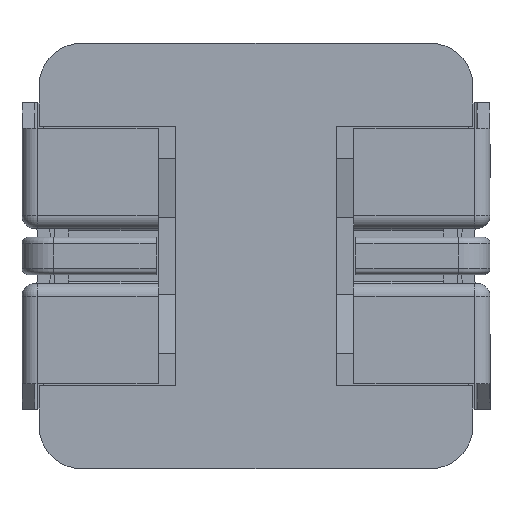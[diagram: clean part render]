
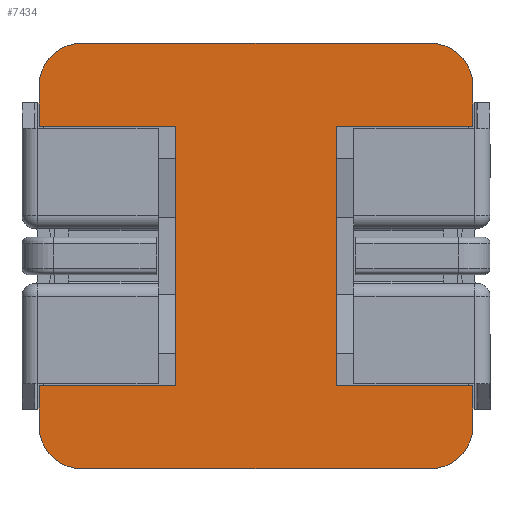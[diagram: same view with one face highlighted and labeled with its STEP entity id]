
A CAD part, front view. The second image highlights one B-rep face of the part: STEP entity #7434.
In plain terms, the highlighted planar face has unit normal (0, -1, 0).
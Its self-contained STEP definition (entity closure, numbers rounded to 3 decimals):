
#74 = LINE ( 'NONE', #6753, #3987 ) ;
#94 = VECTOR ( 'NONE', #8150, 1000. ) ;
#163 = DIRECTION ( 'NONE',  ( 0., -1., 0. ) ) ;
#252 = CARTESIAN_POINT ( 'NONE',  ( -2.55, -1.94, -1.525 ) ) ;
#253 = ORIENTED_EDGE ( 'NONE', *, *, #926, .T. ) ;
#300 = VECTOR ( 'NONE', #6810, 1000. ) ;
#308 = CARTESIAN_POINT ( 'NONE',  ( 2.55, -1.94, 1.525 ) ) ;
#310 = VECTOR ( 'NONE', #3999, 1000. ) ;
#335 = CARTESIAN_POINT ( 'NONE',  ( -2.05, -1.94, 2.5 ) ) ;
#345 = LINE ( 'NONE', #7254, #7824 ) ;
#384 = EDGE_CURVE ( 'NONE', #8438, #9075, #741, .T. ) ;
#504 = CARTESIAN_POINT ( 'NONE',  ( -2.05, -1.94, 2. ) ) ;
#506 = EDGE_CURVE ( 'NONE', #4183, #8599, #2245, .T. ) ;
#520 = EDGE_CURVE ( 'NONE', #2456, #4171, #9072, .T. ) ;
#566 = LINE ( 'NONE', #7541, #2282 ) ;
#584 = EDGE_CURVE ( 'NONE', #7798, #8490, #3604, .T. ) ;
#599 = AXIS2_PLACEMENT_3D ( 'NONE', #3271, #7469, #1702 ) ;
#715 = VERTEX_POINT ( 'NONE', #308 ) ;
#718 = CARTESIAN_POINT ( 'NONE',  ( 2.05, -1.94, -2.5 ) ) ;
#736 = VERTEX_POINT ( 'NONE', #6079 ) ;
#741 = CIRCLE ( 'NONE', #599, 0.5 ) ;
#902 = CARTESIAN_POINT ( 'NONE',  ( -2.55, -1.94, 2.5 ) ) ;
#903 = CARTESIAN_POINT ( 'NONE',  ( 2.55, -1.94, -1.525 ) ) ;
#926 = EDGE_CURVE ( 'NONE', #4757, #8599, #5253, .T. ) ;
#990 = CARTESIAN_POINT ( 'NONE',  ( 2.55, -1.94, 2. ) ) ;
#1001 = CARTESIAN_POINT ( 'NONE',  ( 2.55, -1.94, 2.5 ) ) ;
#1125 = EDGE_CURVE ( 'NONE', #7599, #8257, #9336, .T. ) ;
#1200 = VECTOR ( 'NONE', #1787, 1000. ) ;
#1236 = EDGE_CURVE ( 'NONE', #8231, #1462, #5454, .T. ) ;
#1250 = ORIENTED_EDGE ( 'NONE', *, *, #1236, .F. ) ;
#1256 = DIRECTION ( 'NONE',  ( 0., 0., -1. ) ) ;
#1297 = LINE ( 'NONE', #1691, #8773 ) ;
#1338 = DIRECTION ( 'NONE',  ( 0., 0., -1. ) ) ;
#1393 = VECTOR ( 'NONE', #7379, 1000. ) ;
#1462 = VERTEX_POINT ( 'NONE', #903 ) ;
#1514 = CARTESIAN_POINT ( 'NONE',  ( -0.95, -1.94, -1.525 ) ) ;
#1570 = EDGE_CURVE ( 'NONE', #8438, #715, #8011, .T. ) ;
#1622 = CARTESIAN_POINT ( 'NONE',  ( 2.05, -1.94, 2.5 ) ) ;
#1681 = ORIENTED_EDGE ( 'NONE', *, *, #8288, .T. ) ;
#1691 = CARTESIAN_POINT ( 'NONE',  ( -2.55, -1.94, -2.5 ) ) ;
#1702 = DIRECTION ( 'NONE',  ( 0., 0., -1. ) ) ;
#1787 = DIRECTION ( 'NONE',  ( 0., 0., -1. ) ) ;
#1854 = VECTOR ( 'NONE', #3165, 1000. ) ;
#1889 = EDGE_LOOP ( 'NONE', ( #7440, #253, #6297, #2112, #3314, #1681, #4079, #5320, #6542, #7057, #8360, #1250, #2832, #4090, #4163, #9198 ) ) ;
#1946 = CARTESIAN_POINT ( 'NONE',  ( 2.5, -1.94, -1.525 ) ) ;
#2112 = ORIENTED_EDGE ( 'NONE', *, *, #3694, .T. ) ;
#2245 = LINE ( 'NONE', #902, #300 ) ;
#2282 = VECTOR ( 'NONE', #4631, 1000. ) ;
#2456 = VERTEX_POINT ( 'NONE', #718 ) ;
#2578 = CARTESIAN_POINT ( 'NONE',  ( 2.55, -1.94, -2. ) ) ;
#2594 = CARTESIAN_POINT ( 'NONE',  ( -0.95, -1.94, 1.525 ) ) ;
#2671 = EDGE_CURVE ( 'NONE', #4757, #9075, #566, .T. ) ;
#2832 = ORIENTED_EDGE ( 'NONE', *, *, #3971, .T. ) ;
#2970 = FACE_OUTER_BOUND ( 'NONE', #1889, .T. ) ;
#3048 = CARTESIAN_POINT ( 'NONE',  ( -2.55, -1.94, 2.5 ) ) ;
#3146 = AXIS2_PLACEMENT_3D ( 'NONE', #4201, #4234, #1338 ) ;
#3165 = DIRECTION ( 'NONE',  ( 0., 0., 1. ) ) ;
#3221 = CARTESIAN_POINT ( 'NONE',  ( -2.05, -1.94, -2.5 ) ) ;
#3271 = CARTESIAN_POINT ( 'NONE',  ( 2.05, -1.94, 2. ) ) ;
#3314 = ORIENTED_EDGE ( 'NONE', *, *, #1125, .F. ) ;
#3475 = CARTESIAN_POINT ( 'NONE',  ( 0., -1.94, 0. ) ) ;
#3538 = LINE ( 'NONE', #3048, #1393 ) ;
#3604 = CIRCLE ( 'NONE', #5637, 0.5 ) ;
#3694 = EDGE_CURVE ( 'NONE', #4183, #8257, #5931, .T. ) ;
#3853 = EDGE_CURVE ( 'NONE', #715, #736, #345, .T. ) ;
#3959 = CARTESIAN_POINT ( 'NONE',  ( 0.95, -1.94, -1.525 ) ) ;
#3971 = EDGE_CURVE ( 'NONE', #8231, #736, #74, .T. ) ;
#3987 = VECTOR ( 'NONE', #7444, 1000. ) ;
#3999 = DIRECTION ( 'NONE',  ( 0., 0., -1. ) ) ;
#4074 = DIRECTION ( 'NONE',  ( -1., 0., 0. ) ) ;
#4079 = ORIENTED_EDGE ( 'NONE', *, *, #5559, .F. ) ;
#4090 = ORIENTED_EDGE ( 'NONE', *, *, #3853, .F. ) ;
#4134 = PLANE ( 'NONE',  #6579 ) ;
#4163 = ORIENTED_EDGE ( 'NONE', *, *, #1570, .F. ) ;
#4171 = VERTEX_POINT ( 'NONE', #2578 ) ;
#4183 = VERTEX_POINT ( 'NONE', #4805 ) ;
#4196 = DIRECTION ( 'NONE',  ( 0., 0., -1. ) ) ;
#4201 = CARTESIAN_POINT ( 'NONE',  ( 2.05, -1.94, -2. ) ) ;
#4234 = DIRECTION ( 'NONE',  ( 0., -1., 0. ) ) ;
#4376 = DIRECTION ( 'NONE',  ( -1., 0., 0. ) ) ;
#4540 = CARTESIAN_POINT ( 'NONE',  ( -2.05, -1.94, -2. ) ) ;
#4631 = DIRECTION ( 'NONE',  ( 1., 0., 0. ) ) ;
#4757 = VERTEX_POINT ( 'NONE', #335 ) ;
#4805 = CARTESIAN_POINT ( 'NONE',  ( -2.55, -1.94, 1.525 ) ) ;
#5046 = LINE ( 'NONE', #1001, #1200 ) ;
#5155 = AXIS2_PLACEMENT_3D ( 'NONE', #504, #5606, #1256 ) ;
#5253 = CIRCLE ( 'NONE', #5155, 0.5 ) ;
#5276 = DIRECTION ( 'NONE',  ( 0., 0., -1. ) ) ;
#5320 = ORIENTED_EDGE ( 'NONE', *, *, #584, .T. ) ;
#5454 = LINE ( 'NONE', #1946, #7349 ) ;
#5495 = CARTESIAN_POINT ( 'NONE',  ( 2.55, -1.94, 2.5 ) ) ;
#5559 = EDGE_CURVE ( 'NONE', #7798, #9222, #3538, .T. ) ;
#5606 = DIRECTION ( 'NONE',  ( 0., -1., 0. ) ) ;
#5629 = CARTESIAN_POINT ( 'NONE',  ( -2.55, -1.94, -2. ) ) ;
#5637 = AXIS2_PLACEMENT_3D ( 'NONE', #4540, #163, #5276 ) ;
#5931 = LINE ( 'NONE', #8941, #94 ) ;
#6079 = CARTESIAN_POINT ( 'NONE',  ( 0.95, -1.94, 1.525 ) ) ;
#6279 = DIRECTION ( 'NONE',  ( 1., 0., 0. ) ) ;
#6297 = ORIENTED_EDGE ( 'NONE', *, *, #506, .F. ) ;
#6542 = ORIENTED_EDGE ( 'NONE', *, *, #7060, .F. ) ;
#6579 = AXIS2_PLACEMENT_3D ( 'NONE', #3475, #8544, #4196 ) ;
#6753 = CARTESIAN_POINT ( 'NONE',  ( 0.95, -1.94, -1.525 ) ) ;
#6810 = DIRECTION ( 'NONE',  ( 0., 0., 1. ) ) ;
#7057 = ORIENTED_EDGE ( 'NONE', *, *, #520, .T. ) ;
#7060 = EDGE_CURVE ( 'NONE', #2456, #8490, #1297, .T. ) ;
#7254 = CARTESIAN_POINT ( 'NONE',  ( 2.55, -1.94, 1.525 ) ) ;
#7349 = VECTOR ( 'NONE', #6279, 1000. ) ;
#7379 = DIRECTION ( 'NONE',  ( 0., 0., 1. ) ) ;
#7434 = ADVANCED_FACE ( 'NONE', ( #2970 ), #4134, .T. ) ;
#7440 = ORIENTED_EDGE ( 'NONE', *, *, #2671, .F. ) ;
#7444 = DIRECTION ( 'NONE',  ( 0., 0., 1. ) ) ;
#7469 = DIRECTION ( 'NONE',  ( 0., -1., 0. ) ) ;
#7541 = CARTESIAN_POINT ( 'NONE',  ( -2.55, -1.94, 2.5 ) ) ;
#7599 = VERTEX_POINT ( 'NONE', #1514 ) ;
#7798 = VERTEX_POINT ( 'NONE', #5629 ) ;
#7824 = VECTOR ( 'NONE', #4376, 1000. ) ;
#8011 = LINE ( 'NONE', #5495, #310 ) ;
#8082 = VECTOR ( 'NONE', #4074, 1000. ) ;
#8150 = DIRECTION ( 'NONE',  ( 1., 0., 0. ) ) ;
#8190 = DIRECTION ( 'NONE',  ( -1., 0., 0. ) ) ;
#8208 = EDGE_CURVE ( 'NONE', #1462, #4171, #5046, .T. ) ;
#8227 = CARTESIAN_POINT ( 'NONE',  ( -0.95, -1.94, -1.525 ) ) ;
#8231 = VERTEX_POINT ( 'NONE', #3959 ) ;
#8257 = VERTEX_POINT ( 'NONE', #2594 ) ;
#8288 = EDGE_CURVE ( 'NONE', #7599, #9222, #8318, .T. ) ;
#8318 = LINE ( 'NONE', #9182, #8082 ) ;
#8336 = CARTESIAN_POINT ( 'NONE',  ( -2.55, -1.94, 2. ) ) ;
#8360 = ORIENTED_EDGE ( 'NONE', *, *, #8208, .F. ) ;
#8438 = VERTEX_POINT ( 'NONE', #990 ) ;
#8490 = VERTEX_POINT ( 'NONE', #3221 ) ;
#8544 = DIRECTION ( 'NONE',  ( 0., -1., 0. ) ) ;
#8599 = VERTEX_POINT ( 'NONE', #8336 ) ;
#8773 = VECTOR ( 'NONE', #8190, 1000. ) ;
#8941 = CARTESIAN_POINT ( 'NONE',  ( -2.55, -1.94, 1.525 ) ) ;
#9072 = CIRCLE ( 'NONE', #3146, 0.5 ) ;
#9075 = VERTEX_POINT ( 'NONE', #1622 ) ;
#9182 = CARTESIAN_POINT ( 'NONE',  ( -2.5, -1.94, -1.525 ) ) ;
#9198 = ORIENTED_EDGE ( 'NONE', *, *, #384, .T. ) ;
#9222 = VERTEX_POINT ( 'NONE', #252 ) ;
#9336 = LINE ( 'NONE', #8227, #1854 ) ;
